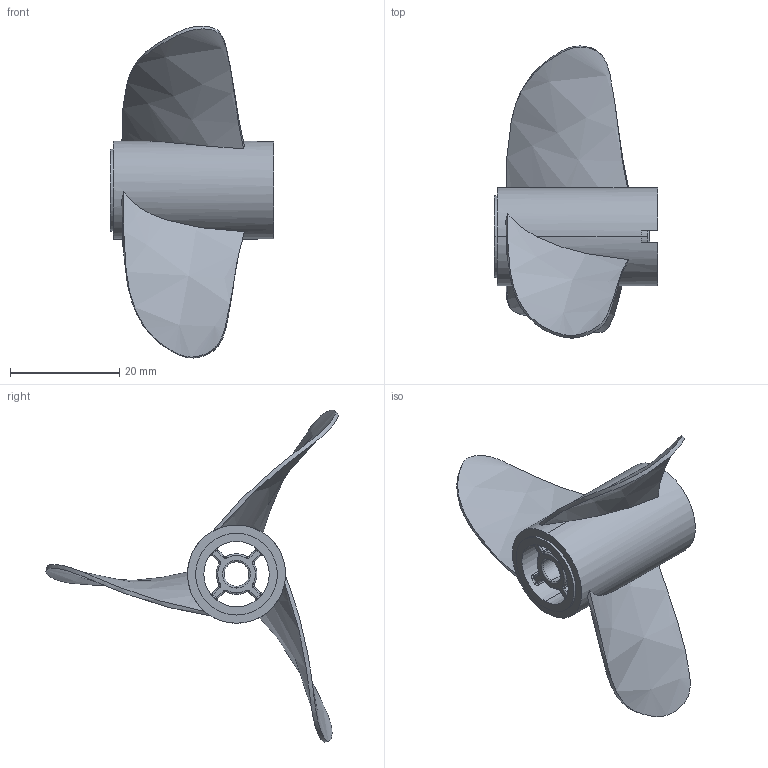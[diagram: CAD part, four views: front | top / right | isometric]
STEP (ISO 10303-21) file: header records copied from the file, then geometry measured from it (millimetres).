
FILE_DESCRIPTION (( 'STEP AP203' ), '1' );
FILE_NAME ('propeller.STEP', '2021-05-31T09:08:20', ( '' ), ( '' ), 'SwSTEP 2.0', 'SolidWorks 2020', '' );
FILE_SCHEMA (( 'CONFIG_CONTROL_DESIGN' ));
Length unit declared in the file: millimetre
Products named in the file (1): propeller
Bounding box: 30 x 53.65 x 60.9 mm (x, y, z)
Volume: 6374.9 mm3; surface area: 7313.3 mm2
Topology: 1 solids, 1 shells, 136 faces, 334 edges, 200 vertices
Faces by surface type: cylinder 49, torus 42, bspline 25, plane 20
Entity records: 5742 total; most frequent: CARTESIAN_POINT 2489, DIRECTION 694, ORIENTED_EDGE 668, EDGE_CURVE 334, AXIS2_PLACEMENT_3D 300, VERTEX_POINT 200, CIRCLE 188, EDGE_LOOP 146
